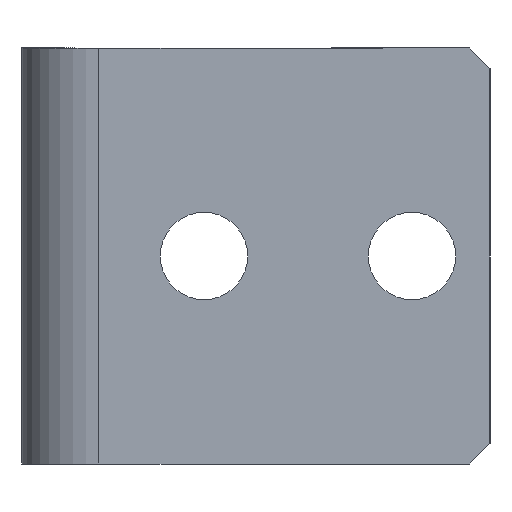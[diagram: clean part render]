
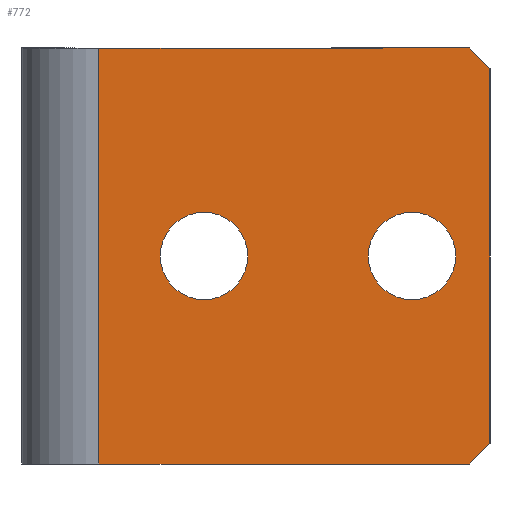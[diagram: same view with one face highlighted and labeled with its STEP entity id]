
A CAD part, front view. The second image highlights one B-rep face of the part: STEP entity #772.
In plain terms, the highlighted planar face has unit normal (0, -1, 0).
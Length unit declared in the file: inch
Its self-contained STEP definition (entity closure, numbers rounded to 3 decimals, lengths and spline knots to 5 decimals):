
#6 = CARTESIAN_POINT ( 'NONE',  ( 0.3325, 0., -0.5 ) ) ;
#29 = PLANE ( 'NONE',  #981 ) ;
#42 = DIRECTION ( 'NONE',  ( 0., 1., 0. ) ) ;
#45 = EDGE_CURVE ( 'NONE', #958, #691, #291, .T. ) ;
#56 = EDGE_CURVE ( 'NONE', #658, #791, #294, .T. ) ;
#69 = EDGE_CURVE ( 'NONE', #951, #418, #539, .T. ) ;
#80 = EDGE_CURVE ( 'NONE', #771, #858, #523, .T. ) ;
#87 = DIRECTION ( 'NONE',  ( 0., 0., 1. ) ) ;
#108 = EDGE_CURVE ( 'NONE', #418, #951, #484, .T. ) ;
#113 = CARTESIAN_POINT ( 'NONE',  ( 0.185, 0., 0. ) ) ;
#124 = CARTESIAN_POINT ( 'NONE',  ( 1.125, 0., -0.95 ) ) ;
#134 = EDGE_CURVE ( 'NONE', #691, #771, #468, .T. ) ;
#155 = AXIS2_PLACEMENT_3D ( 'NONE', #207, #42, #546 ) ;
#158 = VECTOR ( 'NONE', #87, 39.37008 ) ;
#160 = CARTESIAN_POINT ( 'NONE',  ( 0.4375, 0., -0.5 ) ) ;
#165 = DIRECTION ( 'NONE',  ( 0., 0., 1. ) ) ;
#170 = CARTESIAN_POINT ( 'NONE',  ( 1.075, 0., 0. ) ) ;
#197 = CARTESIAN_POINT ( 'NONE',  ( 1.125, 0., 0. ) ) ;
#207 = CARTESIAN_POINT ( 'NONE',  ( 0.9375, 0., -0.5 ) ) ;
#220 = DIRECTION ( 'NONE',  ( -1., 0., 0. ) ) ;
#224 = DIRECTION ( 'NONE',  ( -0.707, 0., 0.707 ) ) ;
#230 = DIRECTION ( 'NONE',  ( 0., 1., 0. ) ) ;
#236 = DIRECTION ( 'NONE',  ( 0., 1., 0. ) ) ;
#275 = EDGE_CURVE ( 'NONE', #421, #893, #385, .T. ) ;
#291 = LINE ( 'NONE', #618, #540 ) ;
#294 = LINE ( 'NONE', #825, #535 ) ;
#297 = VECTOR ( 'NONE', #895, 39.37008 ) ;
#298 = DIRECTION ( 'NONE',  ( 0., 1., 0. ) ) ;
#307 = CARTESIAN_POINT ( 'NONE',  ( 1.125, 0., -0.95 ) ) ;
#314 = CARTESIAN_POINT ( 'NONE',  ( 0.5425, 0., -0.5 ) ) ;
#345 = FACE_BOUND ( 'NONE', #534, .T. ) ;
#348 = FACE_OUTER_BOUND ( 'NONE', #427, .T. ) ;
#352 = FACE_BOUND ( 'NONE', #818, .T. ) ;
#356 = CIRCLE ( 'NONE', #603, 0.105 ) ;
#362 = VECTOR ( 'NONE', #224, 39.37008 ) ;
#365 = LINE ( 'NONE', #170, #362 ) ;
#367 = VECTOR ( 'NONE', #165, 39.37008 ) ;
#370 = LINE ( 'NONE', #113, #367 ) ;
#379 = EDGE_CURVE ( 'NONE', #958, #791, #370, .T. ) ;
#385 = CIRCLE ( 'NONE', #439, 0.105 ) ;
#390 = EDGE_CURVE ( 'NONE', #858, #658, #365, .T. ) ;
#418 = VERTEX_POINT ( 'NONE', #778 ) ;
#421 = VERTEX_POINT ( 'NONE', #314 ) ;
#427 = EDGE_LOOP ( 'NONE', ( #786, #872, #701, #838, #930, #694 ) ) ;
#439 = AXIS2_PLACEMENT_3D ( 'NONE', #160, #766, #220 ) ;
#468 = LINE ( 'NONE', #307, #297 ) ;
#484 = CIRCLE ( 'NONE', #887, 0.105 ) ;
#516 = CARTESIAN_POINT ( 'NONE',  ( 1.075, 0., -1. ) ) ;
#523 = LINE ( 'NONE', #197, #158 ) ;
#531 = ORIENTED_EDGE ( 'NONE', *, *, #275, .T. ) ;
#534 = EDGE_LOOP ( 'NONE', ( #820, #795 ) ) ;
#535 = VECTOR ( 'NONE', #957, 39.37008 ) ;
#539 = CIRCLE ( 'NONE', #155, 0.105 ) ;
#540 = VECTOR ( 'NONE', #735, 39.37008 ) ;
#546 = DIRECTION ( 'NONE',  ( -1., 0., 0. ) ) ;
#562 = CARTESIAN_POINT ( 'NONE',  ( 0.185, 0., -1. ) ) ;
#591 = CARTESIAN_POINT ( 'NONE',  ( 1.075, 0., 0. ) ) ;
#603 = AXIS2_PLACEMENT_3D ( 'NONE', #797, #230, #913 ) ;
#614 = EDGE_CURVE ( 'NONE', #893, #421, #356, .T. ) ;
#618 = CARTESIAN_POINT ( 'NONE',  ( 0., 0., -1. ) ) ;
#658 = VERTEX_POINT ( 'NONE', #591 ) ;
#688 = CARTESIAN_POINT ( 'NONE',  ( 0., 0., 0. ) ) ;
#691 = VERTEX_POINT ( 'NONE', #516 ) ;
#694 = ORIENTED_EDGE ( 'NONE', *, *, #134, .T. ) ;
#701 = ORIENTED_EDGE ( 'NONE', *, *, #56, .T. ) ;
#735 = DIRECTION ( 'NONE',  ( 1., 0., 0. ) ) ;
#757 = ORIENTED_EDGE ( 'NONE', *, *, #614, .T. ) ;
#766 = DIRECTION ( 'NONE',  ( 0., 1., 0. ) ) ;
#768 = CARTESIAN_POINT ( 'NONE',  ( 1.125, 0., -0.05 ) ) ;
#771 = VERTEX_POINT ( 'NONE', #124 ) ;
#772 = ADVANCED_FACE ( 'NONE', ( #345, #352, #348 ), #29, .F. ) ;
#778 = CARTESIAN_POINT ( 'NONE',  ( 1.0425, 0., -0.5 ) ) ;
#786 = ORIENTED_EDGE ( 'NONE', *, *, #80, .T. ) ;
#791 = VERTEX_POINT ( 'NONE', #964 ) ;
#795 = ORIENTED_EDGE ( 'NONE', *, *, #108, .T. ) ;
#797 = CARTESIAN_POINT ( 'NONE',  ( 0.4375, 0., -0.5 ) ) ;
#818 = EDGE_LOOP ( 'NONE', ( #757, #531 ) ) ;
#820 = ORIENTED_EDGE ( 'NONE', *, *, #69, .T. ) ;
#825 = CARTESIAN_POINT ( 'NONE',  ( 0., 0., 0. ) ) ;
#838 = ORIENTED_EDGE ( 'NONE', *, *, #379, .F. ) ;
#858 = VERTEX_POINT ( 'NONE', #768 ) ;
#872 = ORIENTED_EDGE ( 'NONE', *, *, #390, .T. ) ;
#887 = AXIS2_PLACEMENT_3D ( 'NONE', #890, #298, #967 ) ;
#890 = CARTESIAN_POINT ( 'NONE',  ( 0.9375, 0., -0.5 ) ) ;
#893 = VERTEX_POINT ( 'NONE', #6 ) ;
#895 = DIRECTION ( 'NONE',  ( 0.707, 0., 0.707 ) ) ;
#913 = DIRECTION ( 'NONE',  ( -1., 0., 0. ) ) ;
#920 = DIRECTION ( 'NONE',  ( -1., 0., 0. ) ) ;
#930 = ORIENTED_EDGE ( 'NONE', *, *, #45, .T. ) ;
#951 = VERTEX_POINT ( 'NONE', #959 ) ;
#957 = DIRECTION ( 'NONE',  ( -1., 0., 0. ) ) ;
#958 = VERTEX_POINT ( 'NONE', #562 ) ;
#959 = CARTESIAN_POINT ( 'NONE',  ( 0.8325, 0., -0.5 ) ) ;
#964 = CARTESIAN_POINT ( 'NONE',  ( 0.185, 0., 0. ) ) ;
#967 = DIRECTION ( 'NONE',  ( -1., 0., 0. ) ) ;
#981 = AXIS2_PLACEMENT_3D ( 'NONE', #688, #236, #920 ) ;
